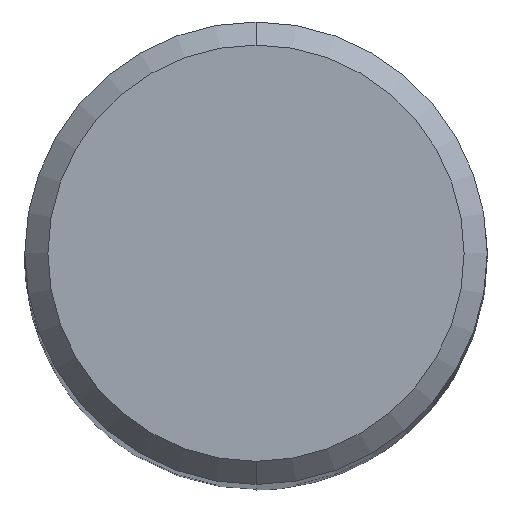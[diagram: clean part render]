
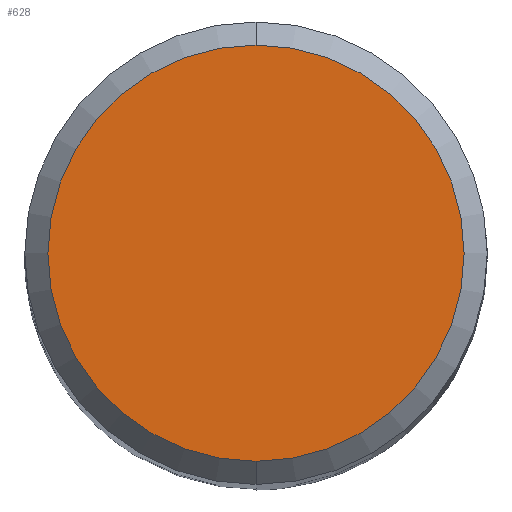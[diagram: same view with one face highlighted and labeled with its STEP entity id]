
A CAD part, top view. The second image highlights one B-rep face of the part: STEP entity #628.
In plain terms, the highlighted planar face has unit normal (0, 0, 1).
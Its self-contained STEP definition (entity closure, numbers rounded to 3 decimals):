
#628=ADVANCED_FACE('',(#1272),#1273,.T.);
#650=EDGE_CURVE('',#760,#828,#1299,.T.);
#760=VERTEX_POINT('',#1416);
#786=EDGE_CURVE('',#828,#760,#1445,.T.);
#828=VERTEX_POINT('',#1493);
#1272=FACE_OUTER_BOUND('',#2156,.T.);
#1273=PLANE('',#2157);
#1299=CIRCLE('',#2204,3.6);
#1416=CARTESIAN_POINT('',(0.,-3.6,0.0));
#1445=CIRCLE('',#2497,3.6);
#1493=CARTESIAN_POINT('',(0.0,3.6,0.0));
#2156=EDGE_LOOP('',(#3055,#3056));
#2157=AXIS2_PLACEMENT_3D('',#3057,#3058,#3059);
#2204=AXIS2_PLACEMENT_3D('',#3108,#3109,#3110);
#2497=AXIS2_PLACEMENT_3D('',#3248,#3249,#3250);
#3055=ORIENTED_EDGE('',*,*,#786,.F.);
#3056=ORIENTED_EDGE('',*,*,#650,.F.);
#3057=CARTESIAN_POINT('',(0.0,1.8,0.0));
#3058=DIRECTION('',(-0.0,0.0,1.0));
#3059=DIRECTION('',(0.0,-1.0,0.0));
#3108=CARTESIAN_POINT('',(0.0,0.0,0.0));
#3109=DIRECTION('',(0.0,0.0,-1.0));
#3110=DIRECTION('',(0.0,1.0,0.0));
#3248=CARTESIAN_POINT('',(0.0,0.0,0.0));
#3249=DIRECTION('',(0.0,0.0,-1.0));
#3250=DIRECTION('',(0.0,1.0,0.0));
